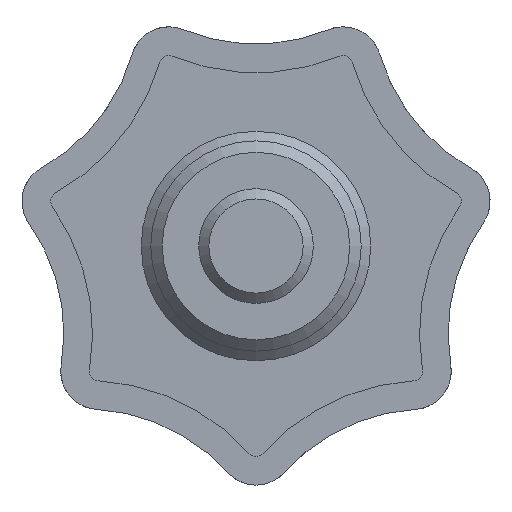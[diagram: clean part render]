
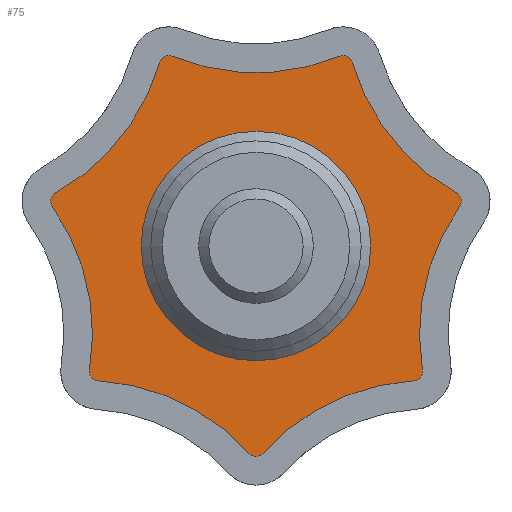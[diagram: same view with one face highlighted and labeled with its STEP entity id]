
A CAD part, front view. The second image highlights one B-rep face of the part: STEP entity #75.
In plain terms, the highlighted planar face has unit normal (0, -1, 0).
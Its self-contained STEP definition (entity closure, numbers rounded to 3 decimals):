
#75 = ADVANCED_FACE( '', ( #186, #187 ), #188, .F. );
#186 = FACE_OUTER_BOUND( '', #344, .T. );
#187 = FACE_BOUND( '', #345, .T. );
#188 = PLANE( '', #346 );
#344 = EDGE_LOOP( '', ( #509, #510, #511, #512, #513, #514, #515, #516, #517, #518, #519, #520, #521, #522 ) );
#345 = EDGE_LOOP( '', ( #523 ) );
#346 = AXIS2_PLACEMENT_3D( '', #524, #525, #526 );
#509 = ORIENTED_EDGE( '', *, *, #890, .T. );
#510 = ORIENTED_EDGE( '', *, *, #891, .F. );
#511 = ORIENTED_EDGE( '', *, *, #883, .T. );
#512 = ORIENTED_EDGE( '', *, *, #892, .F. );
#513 = ORIENTED_EDGE( '', *, *, #893, .T. );
#514 = ORIENTED_EDGE( '', *, *, #894, .F. );
#515 = ORIENTED_EDGE( '', *, *, #895, .T. );
#516 = ORIENTED_EDGE( '', *, *, #896, .F. );
#517 = ORIENTED_EDGE( '', *, *, #897, .T. );
#518 = ORIENTED_EDGE( '', *, *, #898, .F. );
#519 = ORIENTED_EDGE( '', *, *, #899, .T. );
#520 = ORIENTED_EDGE( '', *, *, #900, .F. );
#521 = ORIENTED_EDGE( '', *, *, #901, .T. );
#522 = ORIENTED_EDGE( '', *, *, #902, .F. );
#523 = ORIENTED_EDGE( '', *, *, #903, .T. );
#524 = CARTESIAN_POINT( '', ( -28.255, 26., -11.122 ) );
#525 = DIRECTION( '', ( 0., 1., 0. ) );
#526 = DIRECTION( '', ( 0., 0., 1. ) );
#883 = EDGE_CURVE( '', #1041, #1038, #1042, .T. );
#890 = EDGE_CURVE( '', #1052, #1053, #1054, .T. );
#891 = EDGE_CURVE( '', #1041, #1053, #1055, .T. );
#892 = EDGE_CURVE( '', #1056, #1038, #1057, .T. );
#893 = EDGE_CURVE( '', #1056, #1058, #1059, .T. );
#894 = EDGE_CURVE( '', #1060, #1058, #1061, .T. );
#895 = EDGE_CURVE( '', #1060, #1062, #1063, .T. );
#896 = EDGE_CURVE( '', #1064, #1062, #1065, .T. );
#897 = EDGE_CURVE( '', #1064, #1066, #1067, .T. );
#898 = EDGE_CURVE( '', #1068, #1066, #1069, .T. );
#899 = EDGE_CURVE( '', #1068, #1070, #1071, .T. );
#900 = EDGE_CURVE( '', #1072, #1070, #1073, .T. );
#901 = EDGE_CURVE( '', #1072, #1074, #1075, .T. );
#902 = EDGE_CURVE( '', #1052, #1074, #1076, .T. );
#903 = EDGE_CURVE( '', #1077, #1077, #1078, .T. );
#1038 = VERTEX_POINT( '', #1289 );
#1041 = VERTEX_POINT( '', #1293 );
#1042 = CIRCLE( '', #1294, 23. );
#1052 = VERTEX_POINT( '', #1305 );
#1053 = VERTEX_POINT( '', #1306 );
#1054 = CIRCLE( '', #1307, 23. );
#1055 = CIRCLE( '', #1308, 1. );
#1056 = VERTEX_POINT( '', #1309 );
#1057 = CIRCLE( '', #1310, 1. );
#1058 = VERTEX_POINT( '', #1311 );
#1059 = CIRCLE( '', #1312, 23. );
#1060 = VERTEX_POINT( '', #1313 );
#1061 = CIRCLE( '', #1314, 1. );
#1062 = VERTEX_POINT( '', #1315 );
#1063 = CIRCLE( '', #1316, 23. );
#1064 = VERTEX_POINT( '', #1317 );
#1065 = CIRCLE( '', #1318, 1. );
#1066 = VERTEX_POINT( '', #1319 );
#1067 = CIRCLE( '', #1320, 23. );
#1068 = VERTEX_POINT( '', #1321 );
#1069 = CIRCLE( '', #1322, 1. );
#1070 = VERTEX_POINT( '', #1323 );
#1071 = CIRCLE( '', #1324, 23. );
#1072 = VERTEX_POINT( '', #1325 );
#1073 = CIRCLE( '', #1326, 1. );
#1074 = VERTEX_POINT( '', #1327 );
#1075 = CIRCLE( '', #1328, 23. );
#1076 = CIRCLE( '', #1329, 1. );
#1077 = VERTEX_POINT( '', #1330 );
#1078 = CIRCLE( '', #1331, 12. );
#1289 = CARTESIAN_POINT( '', ( -0.743, 26., -21.669 ) );
#1293 = CARTESIAN_POINT( '', ( -16.478, 26., -14.092 ) );
#1294 = AXIS2_PLACEMENT_3D( '', #1853, #1854, #1855 );
#1305 = CARTESIAN_POINT( '', ( -21.291, 26., 4.097 ) );
#1306 = CARTESIAN_POINT( '', ( -17.405, 26., -12.929 ) );
#1307 = AXIS2_PLACEMENT_3D( '', #1866, #1867, #1868 );
#1308 = AXIS2_PLACEMENT_3D( '', #1869, #1870, #1871 );
#1309 = CARTESIAN_POINT( '', ( 0.743, 26., -21.669 ) );
#1310 = AXIS2_PLACEMENT_3D( '', #1872, #1873, #1874 );
#1311 = CARTESIAN_POINT( '', ( 16.478, 26., -14.092 ) );
#1312 = AXIS2_PLACEMENT_3D( '', #1875, #1876, #1877 );
#1313 = CARTESIAN_POINT( '', ( 17.405, 26., -12.929 ) );
#1314 = AXIS2_PLACEMENT_3D( '', #1878, #1879, #1880 );
#1315 = CARTESIAN_POINT( '', ( 21.291, 26., 4.097 ) );
#1316 = AXIS2_PLACEMENT_3D( '', #1881, #1882, #1883 );
#1317 = CARTESIAN_POINT( '', ( 20.96, 26., 5.547 ) );
#1318 = AXIS2_PLACEMENT_3D( '', #1884, #1885, #1886 );
#1319 = CARTESIAN_POINT( '', ( 10.072, 26., 19.2 ) );
#1320 = AXIS2_PLACEMENT_3D( '', #1887, #1888, #1889 );
#1321 = CARTESIAN_POINT( '', ( 8.732, 26., 19.845 ) );
#1322 = AXIS2_PLACEMENT_3D( '', #1890, #1891, #1892 );
#1323 = CARTESIAN_POINT( '', ( -8.732, 26., 19.845 ) );
#1324 = AXIS2_PLACEMENT_3D( '', #1893, #1894, #1895 );
#1325 = CARTESIAN_POINT( '', ( -10.072, 26., 19.2 ) );
#1326 = AXIS2_PLACEMENT_3D( '', #1896, #1897, #1898 );
#1327 = CARTESIAN_POINT( '', ( -20.96, 26., 5.547 ) );
#1328 = AXIS2_PLACEMENT_3D( '', #1899, #1900, #1901 );
#1329 = AXIS2_PLACEMENT_3D( '', #1902, #1903, #1904 );
#1330 = CARTESIAN_POINT( '', ( 12., 26., 0. ) );
#1331 = AXIS2_PLACEMENT_3D( '', #1905, #1906, #1907 );
#1853 = CARTESIAN_POINT( '', ( -17.843, 26., -37.051 ) );
#1854 = DIRECTION( '', ( 0., 1., 0. ) );
#1855 = DIRECTION( '', ( 1., 0., 0. ) );
#1866 = CARTESIAN_POINT( '', ( -40.092, 26., -9.151 ) );
#1867 = DIRECTION( '', ( 0., 1., 0. ) );
#1868 = DIRECTION( '', ( 1., 0., 0. ) );
#1869 = CARTESIAN_POINT( '', ( -16.418, 26., -13.093 ) );
#1870 = DIRECTION( '', ( 0., 1., 0. ) );
#1871 = DIRECTION( '', ( 1., 0., 0. ) );
#1872 = CARTESIAN_POINT( '', ( 0., 26., -21. ) );
#1873 = DIRECTION( '', ( 0., 1., 0. ) );
#1874 = DIRECTION( '', ( 1., 0., 0. ) );
#1875 = CARTESIAN_POINT( '', ( 17.843, 26., -37.051 ) );
#1876 = DIRECTION( '', ( 0., 1., 0. ) );
#1877 = DIRECTION( '', ( 1., 0., 0. ) );
#1878 = CARTESIAN_POINT( '', ( 16.418, 26., -13.093 ) );
#1879 = DIRECTION( '', ( 0., 1., 0. ) );
#1880 = DIRECTION( '', ( 1., 0., 0. ) );
#1881 = CARTESIAN_POINT( '', ( 40.092, 26., -9.151 ) );
#1882 = DIRECTION( '', ( 0., 1., 0. ) );
#1883 = DIRECTION( '', ( 1., 0., 0. ) );
#1884 = CARTESIAN_POINT( '', ( 20.473, 26., 4.673 ) );
#1885 = DIRECTION( '', ( 0., 1., 0. ) );
#1886 = DIRECTION( '', ( 1., 0., 0. ) );
#1887 = CARTESIAN_POINT( '', ( 32.152, 26., 25.64 ) );
#1888 = DIRECTION( '', ( 0., 1., 0. ) );
#1889 = DIRECTION( '', ( 1., 0., 0. ) );
#1890 = CARTESIAN_POINT( '', ( 9.112, 26., 18.92 ) );
#1891 = DIRECTION( '', ( 0., 1., 0. ) );
#1892 = DIRECTION( '', ( 1., 0., 0. ) );
#1893 = CARTESIAN_POINT( '', ( 0., 26., 41.123 ) );
#1894 = DIRECTION( '', ( 0., 1., 0. ) );
#1895 = DIRECTION( '', ( 1., 0., 0. ) );
#1896 = CARTESIAN_POINT( '', ( -9.112, 26., 18.92 ) );
#1897 = DIRECTION( '', ( 0., 1., 0. ) );
#1898 = DIRECTION( '', ( 1., 0., 0. ) );
#1899 = CARTESIAN_POINT( '', ( -32.152, 26., 25.64 ) );
#1900 = DIRECTION( '', ( 0., 1., 0. ) );
#1901 = DIRECTION( '', ( 1., 0., 0. ) );
#1902 = CARTESIAN_POINT( '', ( -20.473, 26., 4.673 ) );
#1903 = DIRECTION( '', ( 0., 1., 0. ) );
#1904 = DIRECTION( '', ( 1., 0., 0. ) );
#1905 = CARTESIAN_POINT( '', ( 0., 26., 0. ) );
#1906 = DIRECTION( '', ( 0., 1., 0. ) );
#1907 = DIRECTION( '', ( 1., 0., 0. ) );
